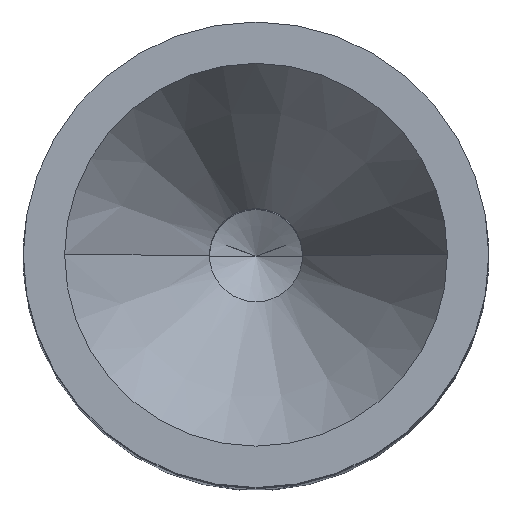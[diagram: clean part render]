
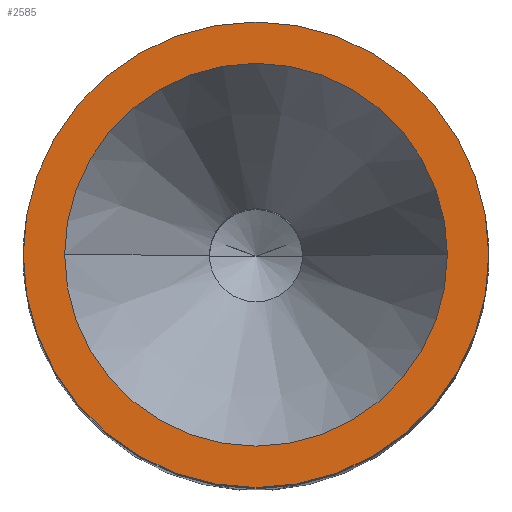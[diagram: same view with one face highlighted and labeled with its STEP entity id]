
A CAD part, top view. The second image highlights one B-rep face of the part: STEP entity #2585.
In plain terms, the highlighted planar face has unit normal (0, 0, 1).
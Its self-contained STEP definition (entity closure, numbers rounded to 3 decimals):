
#1=CARTESIAN_POINT('',(0.,0.,10.344));
#2=DIRECTION('',(0.,0.,1.));
#3=DIRECTION('',(1.,0.,0.));
#4=AXIS2_PLACEMENT_3D('',#1,#2,#3);
#14=CARTESIAN_POINT('',(0.,0.,10.344));
#15=DIRECTION('',(0.,0.,-1.));
#16=DIRECTION('',(1.,0.,0.));
#17=AXIS2_PLACEMENT_3D('',#14,#15,#16);
#1101=CARTESIAN_POINT('',(0.,0.,10.344));
#1102=DIRECTION('',(0.,0.,1.));
#1103=DIRECTION('',(1.,0.,0.));
#1104=AXIS2_PLACEMENT_3D('',#1101,#1102,#1103);
#1106=CARTESIAN_POINT('',(0.,0.,10.344));
#1107=DIRECTION('',(0.,0.,-1.));
#1108=DIRECTION('',(1.,0.,0.));
#1109=AXIS2_PLACEMENT_3D('',#1106,#1107,#1108);
#1123=CARTESIAN_POINT('',(2.25,0.,10.344));
#1125=VERTEX_POINT('',#1123);
#1131=CARTESIAN_POINT('',(-2.25,0.,10.344));
#1133=VERTEX_POINT('',#1131);
#1137=CARTESIAN_POINT('',(1.85,0.,10.344));
#1138=CARTESIAN_POINT('',(-1.85,0.,10.344));
#1139=VERTEX_POINT('',#1137);
#1140=VERTEX_POINT('',#1138);
#2572=CARTESIAN_POINT('',(0.,0.,10.344));
#2573=DIRECTION('',(0.,0.,1.));
#2574=DIRECTION('',(-1.,0.,0.));
#2575=AXIS2_PLACEMENT_3D('',#2572,#2573,#2574);
#2576=PLANE('',#2575);
#2577=ORIENTED_EDGE('',*,*,#1332,.T.);
#2578=ORIENTED_EDGE('',*,*,#1314,.F.);
#2579=EDGE_LOOP('',(#2577,#2578));
#2580=FACE_OUTER_BOUND('',#2579,.F.);
#2581=ORIENTED_EDGE('',*,*,#2567,.T.);
#2582=ORIENTED_EDGE('',*,*,#2551,.F.);
#2583=EDGE_LOOP('',(#2581,#2582));
#2584=FACE_BOUND('',#2583,.F.);
#2585=ADVANCED_FACE('',(#2580,#2584),#2576,.T.);
#5=CIRCLE('',#4,2.25);
#18=CIRCLE('',#17,2.25);
#1105=CIRCLE('',#1104,1.85);
#1110=CIRCLE('',#1109,1.85);
#1314=EDGE_CURVE('',#1125,#1133,#5,.T.);
#1332=EDGE_CURVE('',#1125,#1133,#18,.T.);
#2551=EDGE_CURVE('',#1139,#1140,#1110,.T.);
#2567=EDGE_CURVE('',#1139,#1140,#1105,.T.);
